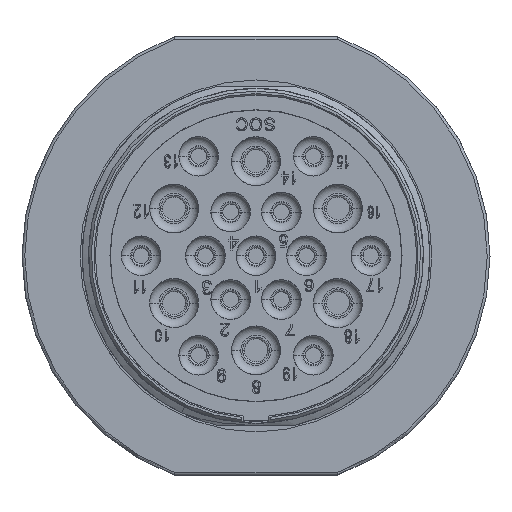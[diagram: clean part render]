
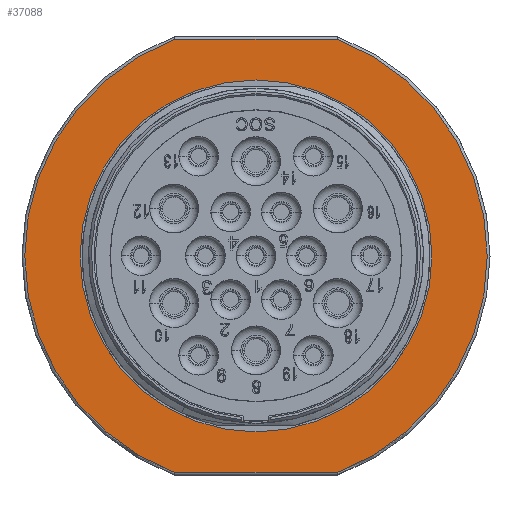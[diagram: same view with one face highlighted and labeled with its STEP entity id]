
A CAD part, top view. The second image highlights one B-rep face of the part: STEP entity #37088.
In plain terms, the highlighted planar face has unit normal (0, 0, 1).
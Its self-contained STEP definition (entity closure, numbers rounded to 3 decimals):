
#7394=CARTESIAN_POINT('',(0.,0.,15.4));
#7395=DIRECTION('',(0.,0.,-1.));
#7396=DIRECTION('',(-0.351,-0.936,0.));
#7397=AXIS2_PLACEMENT_3D('',#7394,#7395,#7396);
#7399=CARTESIAN_POINT('',(0.,0.,15.4));
#7400=DIRECTION('',(0.,0.,-1.));
#7401=DIRECTION('',(-1.,0.001,0.));
#7402=AXIS2_PLACEMENT_3D('',#7399,#7400,#7401);
#7404=CARTESIAN_POINT('',(0.,0.,15.4));
#7405=DIRECTION('',(0.,0.,-1.));
#7406=DIRECTION('',(0.351,0.936,0.));
#7407=AXIS2_PLACEMENT_3D('',#7404,#7405,#7406);
#7409=CARTESIAN_POINT('',(0.,0.,15.4));
#7410=DIRECTION('',(0.,0.,-1.));
#7411=DIRECTION('',(1.,-0.001,0.));
#7412=AXIS2_PLACEMENT_3D('',#7409,#7410,#7411);
#7414=CARTESIAN_POINT('',(0.,0.,15.4));
#7415=DIRECTION('',(0.,0.,1.));
#7416=DIRECTION('',(-1.,0.,0.));
#7417=AXIS2_PLACEMENT_3D('',#7414,#7415,#7416);
#7419=CARTESIAN_POINT('',(0.,0.,15.4));
#7420=DIRECTION('',(0.,0.,1.));
#7421=DIRECTION('',(1.,0.,0.));
#7422=AXIS2_PLACEMENT_3D('',#7419,#7420,#7421);
#7454=DIRECTION('',(1.,0.,0.));
#7455=VECTOR('',#7454,17.636);
#7456=CARTESIAN_POINT('',(-8.818,-23.5,15.4));
#7457=LINE('',#7456,#7455);
#7492=DIRECTION('',(-1.,0.,0.));
#7493=VECTOR('',#7492,17.636);
#7494=CARTESIAN_POINT('',(8.818,23.5,15.4));
#7495=LINE('',#7494,#7493);
#23210=CARTESIAN_POINT('',(-25.1,0.023,15.4));
#23211=CARTESIAN_POINT('',(-8.818,23.5,15.4));
#23212=VERTEX_POINT('',#23210);
#23213=VERTEX_POINT('',#23211);
#23214=CARTESIAN_POINT('',(-8.818,-23.5,15.4));
#23215=VERTEX_POINT('',#23214);
#23216=CARTESIAN_POINT('',(8.818,23.5,15.4));
#23217=VERTEX_POINT('',#23216);
#23218=CARTESIAN_POINT('',(25.1,-0.023,15.4));
#23219=CARTESIAN_POINT('',(8.818,-23.5,15.4));
#23220=VERTEX_POINT('',#23218);
#23221=VERTEX_POINT('',#23219);
#27161=CARTESIAN_POINT('',(-19.1,0.,15.4));
#27162=CARTESIAN_POINT('',(19.1,0.,15.4));
#27163=VERTEX_POINT('',#27161);
#27164=VERTEX_POINT('',#27162);
#37064=CARTESIAN_POINT('',(0.,0.,15.4));
#37065=DIRECTION('',(0.,0.,-1.));
#37066=DIRECTION('',(0.,-1.,0.));
#37067=AXIS2_PLACEMENT_3D('',#37064,#37065,#37066);
#37068=PLANE('',#37067);
#37070=ORIENTED_EDGE('',*,*,#37069,.T.);
#37072=ORIENTED_EDGE('',*,*,#37071,.T.);
#37074=ORIENTED_EDGE('',*,*,#37073,.F.);
#37076=ORIENTED_EDGE('',*,*,#37075,.T.);
#37078=ORIENTED_EDGE('',*,*,#37077,.T.);
#37080=ORIENTED_EDGE('',*,*,#37079,.F.);
#37081=EDGE_LOOP('',(#37070,#37072,#37074,#37076,#37078,#37080));
#37082=FACE_OUTER_BOUND('',#37081,.F.);
#37083=ORIENTED_EDGE('',*,*,#37054,.T.);
#37085=ORIENTED_EDGE('',*,*,#37084,.T.);
#37086=EDGE_LOOP('',(#37083,#37085));
#37087=FACE_BOUND('',#37086,.F.);
#37088=ADVANCED_FACE('',(#37082,#37087),#37068,.F.);
#7398=CIRCLE('',#7397,25.1);
#7403=CIRCLE('',#7402,25.1);
#7408=CIRCLE('',#7407,25.1);
#7413=CIRCLE('',#7412,25.1);
#7418=CIRCLE('',#7417,19.1);
#7423=CIRCLE('',#7422,19.1);
#37054=EDGE_CURVE('',#27163,#27164,#7418,.T.);
#37069=EDGE_CURVE('',#23215,#23212,#7398,.T.);
#37071=EDGE_CURVE('',#23212,#23213,#7403,.T.);
#37073=EDGE_CURVE('',#23217,#23213,#7495,.T.);
#37075=EDGE_CURVE('',#23217,#23220,#7408,.T.);
#37077=EDGE_CURVE('',#23220,#23221,#7413,.T.);
#37079=EDGE_CURVE('',#23215,#23221,#7457,.T.);
#37084=EDGE_CURVE('',#27164,#27163,#7423,.T.);
